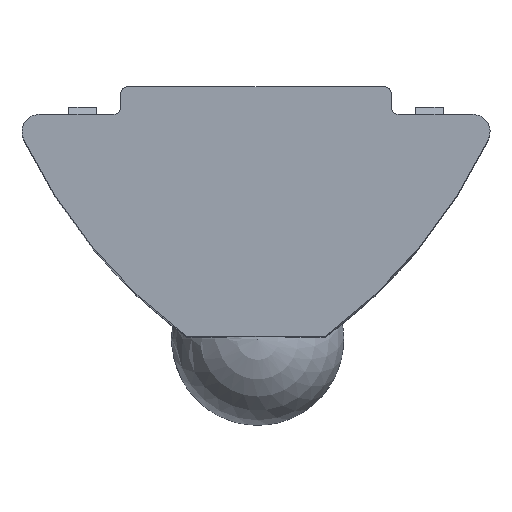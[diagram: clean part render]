
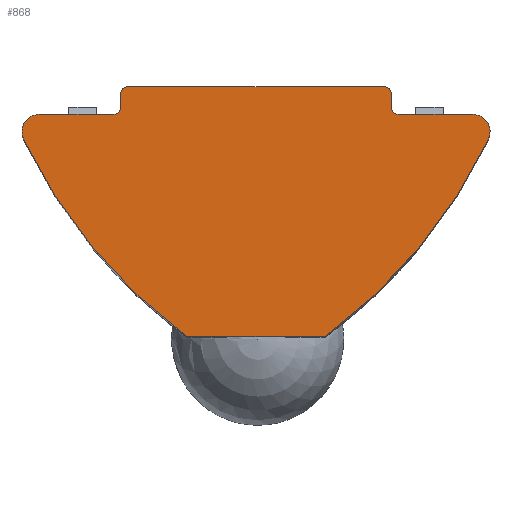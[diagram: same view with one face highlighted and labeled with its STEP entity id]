
A CAD part, top view. The second image highlights one B-rep face of the part: STEP entity #868.
In plain terms, the highlighted planar face has unit normal (0, 0, 1).
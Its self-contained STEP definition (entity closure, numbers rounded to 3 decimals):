
#45=LINE('',#1272,#109);
#48=LINE('',#1280,#112);
#52=LINE('',#1288,#116);
#59=LINE('',#1303,#123);
#64=LINE('',#1351,#128);
#67=LINE('',#1360,#131);
#79=LINE('',#1442,#143);
#93=LINE('',#1518,#157);
#94=LINE('',#1522,#158);
#95=LINE('',#1523,#159);
#109=VECTOR('',#998,0.5);
#112=VECTOR('',#1003,0.5);
#116=VECTOR('',#1007,0.85);
#123=VECTOR('',#1016,0.85);
#128=VECTOR('',#1041,0.4);
#131=VECTOR('',#1048,7.4);
#143=VECTOR('',#1080,4.);
#157=VECTOR('',#1124,0.4);
#158=VECTOR('',#1131,0.8);
#159=VECTOR('',#1132,0.8);
#180=PLANE('',#941);
#300=FACE_OUTER_BOUND('',#352,.T.);
#352=EDGE_LOOP('',(#720,#721,#722,#723,#724,#725,#726,#727,#728,#729,#730,
#731,#732,#733,#734,#735,#736,#737));
#390=CIRCLE('',#911,0.5);
#393=CIRCLE('',#918,0.2);
#395=CIRCLE('',#922,0.2);
#397=CIRCLE('',#928,15.);
#400=CIRCLE('',#933,15.);
#402=CIRCLE('',#936,0.5);
#404=CIRCLE('',#942,0.2);
#405=CIRCLE('',#943,0.2);
#420=VERTEX_POINT('',#1264);
#423=VERTEX_POINT('',#1269);
#424=VERTEX_POINT('',#1271);
#427=VERTEX_POINT('',#1277);
#428=VERTEX_POINT('',#1279);
#431=VERTEX_POINT('',#1285);
#432=VERTEX_POINT('',#1287);
#439=VERTEX_POINT('',#1301);
#446=VERTEX_POINT('',#1338);
#448=VERTEX_POINT('',#1344);
#451=VERTEX_POINT('',#1349);
#452=VERTEX_POINT('',#1353);
#455=VERTEX_POINT('',#1358);
#465=VERTEX_POINT('',#1406);
#468=VERTEX_POINT('',#1435);
#471=VERTEX_POINT('',#1440);
#477=VERTEX_POINT('',#1498);
#480=VERTEX_POINT('',#1514);
#502=EDGE_CURVE('',#424,#423,#45,.T.);
#506=EDGE_CURVE('',#428,#427,#48,.T.);
#510=EDGE_CURVE('',#432,#431,#52,.T.);
#518=EDGE_CURVE('',#420,#439,#59,.T.);
#525=EDGE_CURVE('',#439,#446,#390,.T.);
#531=EDGE_CURVE('',#448,#451,#64,.T.);
#535=EDGE_CURVE('',#452,#455,#67,.T.);
#541=EDGE_CURVE('',#427,#448,#393,.T.);
#548=EDGE_CURVE('',#465,#424,#395,.T.);
#555=EDGE_CURVE('',#468,#471,#79,.T.);
#560=EDGE_CURVE('',#446,#468,#397,.T.);
#568=EDGE_CURVE('',#471,#477,#400,.T.);
#570=EDGE_CURVE('',#477,#432,#402,.T.);
#578=EDGE_CURVE('',#480,#465,#93,.T.);
#579=EDGE_CURVE('',#451,#452,#404,.T.);
#580=EDGE_CURVE('',#455,#480,#405,.T.);
#581=EDGE_CURVE('',#420,#423,#94,.T.);
#582=EDGE_CURVE('',#431,#428,#95,.T.);
#720=ORIENTED_EDGE('',*,*,#531,.T.);
#721=ORIENTED_EDGE('',*,*,#579,.T.);
#722=ORIENTED_EDGE('',*,*,#535,.T.);
#723=ORIENTED_EDGE('',*,*,#580,.T.);
#724=ORIENTED_EDGE('',*,*,#578,.T.);
#725=ORIENTED_EDGE('',*,*,#548,.T.);
#726=ORIENTED_EDGE('',*,*,#502,.T.);
#727=ORIENTED_EDGE('',*,*,#581,.F.);
#728=ORIENTED_EDGE('',*,*,#518,.T.);
#729=ORIENTED_EDGE('',*,*,#525,.T.);
#730=ORIENTED_EDGE('',*,*,#560,.T.);
#731=ORIENTED_EDGE('',*,*,#555,.T.);
#732=ORIENTED_EDGE('',*,*,#568,.T.);
#733=ORIENTED_EDGE('',*,*,#570,.T.);
#734=ORIENTED_EDGE('',*,*,#510,.T.);
#735=ORIENTED_EDGE('',*,*,#582,.T.);
#736=ORIENTED_EDGE('',*,*,#506,.T.);
#737=ORIENTED_EDGE('',*,*,#541,.T.);
#868=ADVANCED_FACE('',(#300),#180,.T.);
#911=AXIS2_PLACEMENT_3D('',#1339,#1031,#1032);
#918=AXIS2_PLACEMENT_3D('',#1383,#1057,#1058);
#922=AXIS2_PLACEMENT_3D('',#1418,#1068,#1069);
#928=AXIS2_PLACEMENT_3D('',#1468,#1088,#1089);
#933=AXIS2_PLACEMENT_3D('',#1500,#1102,#1103);
#936=AXIS2_PLACEMENT_3D('',#1503,#1108,#1109);
#941=AXIS2_PLACEMENT_3D('',#1519,#1125,#1126);
#942=AXIS2_PLACEMENT_3D('',#1520,#1127,#1128);
#943=AXIS2_PLACEMENT_3D('',#1521,#1129,#1130);
#998=DIRECTION('',(-1.,0.,0.));
#1003=DIRECTION('',(-1.,0.,0.));
#1007=DIRECTION('',(-1.,0.,0.));
#1016=DIRECTION('',(-1.,0.,0.));
#1031=DIRECTION('center_axis',(0.,0.,1.));
#1032=DIRECTION('ref_axis',(1.,0.,0.));
#1041=DIRECTION('',(0.,1.,0.));
#1048=DIRECTION('',(-1.,0.,0.));
#1057=DIRECTION('center_axis',(0.,0.,-1.));
#1058=DIRECTION('ref_axis',(1.,0.,0.));
#1068=DIRECTION('center_axis',(0.,0.,-1.));
#1069=DIRECTION('ref_axis',(1.,0.,0.));
#1080=DIRECTION('',(1.,0.,0.));
#1088=DIRECTION('center_axis',(0.,0.,1.));
#1089=DIRECTION('ref_axis',(1.,0.,0.));
#1102=DIRECTION('center_axis',(0.,0.,1.));
#1103=DIRECTION('ref_axis',(-1.,0.,0.));
#1108=DIRECTION('center_axis',(0.,0.,1.));
#1109=DIRECTION('ref_axis',(-1.,0.,0.));
#1124=DIRECTION('',(0.,-1.,0.));
#1125=DIRECTION('center_axis',(0.,0.,1.));
#1126=DIRECTION('ref_axis',(1.,0.,0.));
#1127=DIRECTION('center_axis',(0.,0.,1.));
#1128=DIRECTION('ref_axis',(1.,0.,0.));
#1129=DIRECTION('center_axis',(0.,0.,1.));
#1130=DIRECTION('ref_axis',(1.,0.,0.));
#1131=DIRECTION('',(1.,0.,0.));
#1132=DIRECTION('',(-1.,0.,0.));
#1264=CARTESIAN_POINT('',(-5.4,-0.8,17.8));
#1269=CARTESIAN_POINT('',(-4.6,-0.8,17.8));
#1271=CARTESIAN_POINT('',(-4.1,-0.8,17.8));
#1272=CARTESIAN_POINT('',(-3.9,-0.8,17.8));
#1277=CARTESIAN_POINT('',(4.1,-0.8,17.8));
#1279=CARTESIAN_POINT('',(4.6,-0.8,17.8));
#1280=CARTESIAN_POINT('',(3.9,-0.8,17.8));
#1285=CARTESIAN_POINT('',(5.4,-0.8,17.8));
#1287=CARTESIAN_POINT('',(6.25,-0.8,17.8));
#1288=CARTESIAN_POINT('',(3.9,-0.8,17.8));
#1301=CARTESIAN_POINT('',(-6.25,-0.8,17.8));
#1303=CARTESIAN_POINT('',(-3.9,-0.8,17.8));
#1338=CARTESIAN_POINT('',(-6.702,-1.514,17.8));
#1339=CARTESIAN_POINT('Origin',(-6.25,-1.3,17.8));
#1344=CARTESIAN_POINT('',(3.9,-0.6,17.8));
#1349=CARTESIAN_POINT('',(3.9,-0.2,17.8));
#1351=CARTESIAN_POINT('',(3.9,0.,17.8));
#1353=CARTESIAN_POINT('',(3.7,0.,17.8));
#1358=CARTESIAN_POINT('',(-3.7,0.,17.8));
#1360=CARTESIAN_POINT('',(3.9,0.,17.8));
#1383=CARTESIAN_POINT('Origin',(4.1,-0.6,17.8));
#1406=CARTESIAN_POINT('',(-3.9,-0.6,17.8));
#1418=CARTESIAN_POINT('Origin',(-4.1,-0.6,17.8));
#1435=CARTESIAN_POINT('',(-2.,-7.2,17.8));
#1440=CARTESIAN_POINT('',(2.,-7.2,17.8));
#1442=CARTESIAN_POINT('',(-2.,-7.2,17.8));
#1468=CARTESIAN_POINT('Origin',(6.854,4.908,17.8));
#1498=CARTESIAN_POINT('',(6.702,-1.514,17.8));
#1500=CARTESIAN_POINT('Origin',(-6.854,4.908,17.8));
#1503=CARTESIAN_POINT('Origin',(6.25,-1.3,17.8));
#1514=CARTESIAN_POINT('',(-3.9,-0.2,17.8));
#1518=CARTESIAN_POINT('',(-3.9,0.,17.8));
#1519=CARTESIAN_POINT('Origin',(-6.25,-1.3,17.8));
#1520=CARTESIAN_POINT('Origin',(3.7,-0.2,17.8));
#1521=CARTESIAN_POINT('Origin',(-3.7,-0.2,17.8));
#1522=CARTESIAN_POINT('',(-5.4,-0.8,17.8));
#1523=CARTESIAN_POINT('',(5.4,-0.8,17.8));
